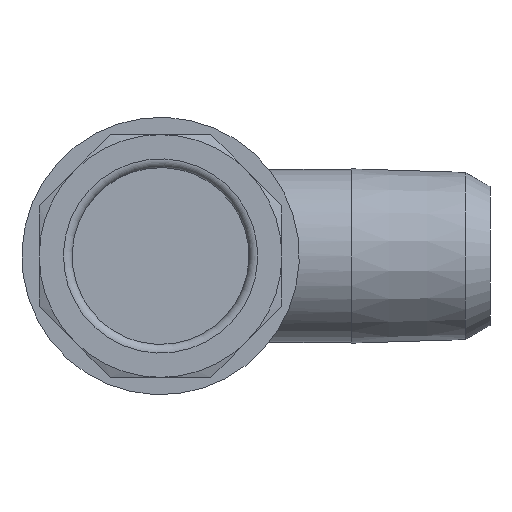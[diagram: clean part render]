
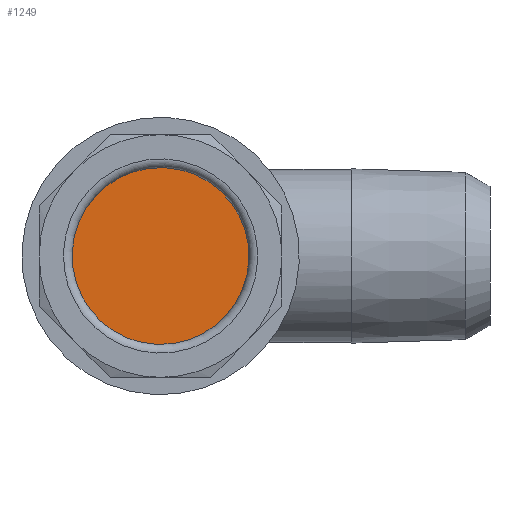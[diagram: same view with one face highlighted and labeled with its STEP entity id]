
A CAD part, left-side view. The second image highlights one B-rep face of the part: STEP entity #1249.
In plain terms, the highlighted planar face has unit normal (-1, 0, 0).
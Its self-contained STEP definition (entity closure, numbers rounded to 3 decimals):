
#61=PLANE('',#1389);
#391=FACE_OUTER_BOUND('',#505,.T.);
#505=EDGE_LOOP('',(#1162));
#513=CIRCLE('',#1264,5.1);
#570=VERTEX_POINT('',#1769);
#683=EDGE_CURVE('',#570,#570,#513,.T.);
#1162=ORIENTED_EDGE('',*,*,#683,.F.);
#1249=ADVANCED_FACE('',(#391),#61,.F.);
#1264=AXIS2_PLACEMENT_3D('',#1770,#1415,#1416);
#1389=AXIS2_PLACEMENT_3D('',#2199,#1739,#1740);
#1415=DIRECTION('center_axis',(1.,0.,0.));
#1416=DIRECTION('ref_axis',(0.,0.,-1.));
#1739=DIRECTION('center_axis',(1.,0.,0.));
#1740=DIRECTION('ref_axis',(0.,0.,-1.));
#1769=CARTESIAN_POINT('',(-21.656,21.048,4.712));
#1770=CARTESIAN_POINT('Origin',(-21.656,23.,0.));
#2199=CARTESIAN_POINT('Origin',(-21.656,28.886,0.));
